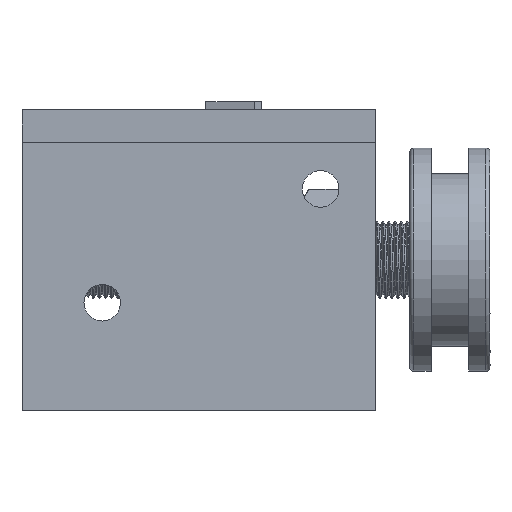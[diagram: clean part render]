
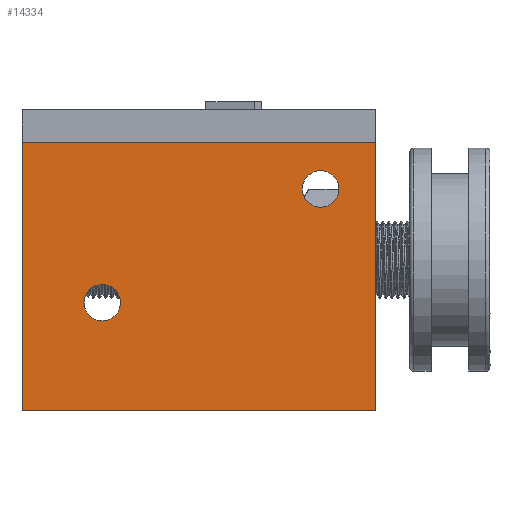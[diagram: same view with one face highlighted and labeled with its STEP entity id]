
A CAD part, front view. The second image highlights one B-rep face of the part: STEP entity #14334.
In plain terms, the highlighted face is planar.
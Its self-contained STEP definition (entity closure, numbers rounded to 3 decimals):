
#377 = DIRECTION ( 'NONE',  ( 0., -1., 0. ) ) ;
#535 = DIRECTION ( 'NONE',  ( 0., -1., 0. ) ) ;
#756 = ORIENTED_EDGE ( 'NONE', *, *, #4718, .T. ) ;
#1249 = EDGE_LOOP ( 'NONE', ( #14881, #18852, #7690, #18265 ) ) ;
#1474 = EDGE_CURVE ( 'NONE', #9638, #15258, #4057, .T. ) ;
#1669 = VERTEX_POINT ( 'NONE', #5137 ) ;
#1777 = DIRECTION ( 'NONE',  ( 0., -1., 0. ) ) ;
#2176 = LINE ( 'NONE', #9574, #11323 ) ;
#2192 = AXIS2_PLACEMENT_3D ( 'NONE', #14211, #11245, #535 ) ;
#2283 = DIRECTION ( 'NONE',  ( 0., 0., 1. ) ) ;
#3780 = DIRECTION ( 'NONE',  ( 0., -1., 0. ) ) ;
#3832 = ORIENTED_EDGE ( 'NONE', *, *, #19116, .T. ) ;
#4057 = LINE ( 'NONE', #14889, #14880 ) ;
#4083 = EDGE_CURVE ( 'NONE', #19341, #15364, #7450, .T. ) ;
#4259 = LINE ( 'NONE', #13415, #4270 ) ;
#4270 = VECTOR ( 'NONE', #7335, 1000. ) ;
#4314 = EDGE_CURVE ( 'NONE', #15258, #5884, #4259, .T. ) ;
#4718 = EDGE_CURVE ( 'NONE', #15364, #19341, #6200, .T. ) ;
#5137 = CARTESIAN_POINT ( 'NONE',  ( -19.25, 47.5, -8. ) ) ;
#5798 = EDGE_CURVE ( 'NONE', #9638, #16850, #2176, .T. ) ;
#5884 = VERTEX_POINT ( 'NONE', #11153 ) ;
#6200 = CIRCLE ( 'NONE', #17358, 4.5 ) ;
#6487 = CARTESIAN_POINT ( 'NONE',  ( -23.75, 47.5, -8. ) ) ;
#6697 = DIRECTION ( 'NONE',  ( 0., 0., 1. ) ) ;
#7095 = ORIENTED_EDGE ( 'NONE', *, *, #7975, .T. ) ;
#7200 = CARTESIAN_POINT ( 'NONE',  ( 25.5, 19.5, -8. ) ) ;
#7245 = LINE ( 'NONE', #11841, #14586 ) ;
#7335 = DIRECTION ( 'NONE',  ( 0., 1., 0. ) ) ;
#7389 = AXIS2_PLACEMENT_3D ( 'NONE', #6487, #15642, #1777 ) ;
#7450 = CIRCLE ( 'NONE', #14139, 4.5 ) ;
#7495 = EDGE_CURVE ( 'NONE', #16850, #5884, #7245, .T. ) ;
#7690 = ORIENTED_EDGE ( 'NONE', *, *, #5798, .F. ) ;
#7975 = EDGE_CURVE ( 'NONE', #12921, #1669, #10788, .T. ) ;
#8187 = FACE_BOUND ( 'NONE', #13407, .T. ) ;
#8697 = CIRCLE ( 'NONE', #7389, 4.5 ) ;
#9345 = CARTESIAN_POINT ( 'NONE',  ( 43.5, 74., -8. ) ) ;
#9574 = CARTESIAN_POINT ( 'NONE',  ( 43.5, 74., -8. ) ) ;
#9638 = VERTEX_POINT ( 'NONE', #11584 ) ;
#10161 = DIRECTION ( 'NONE',  ( -1., 0., 0. ) ) ;
#10788 = CIRCLE ( 'NONE', #2192, 4.5 ) ;
#10867 = CARTESIAN_POINT ( 'NONE',  ( 30., 19.5, -8. ) ) ;
#11153 = CARTESIAN_POINT ( 'NONE',  ( -43.5, 74., -8. ) ) ;
#11245 = DIRECTION ( 'NONE',  ( 0., 0., 1. ) ) ;
#11323 = VECTOR ( 'NONE', #17042, 1000. ) ;
#11481 = FACE_OUTER_BOUND ( 'NONE', #1249, .T. ) ;
#11584 = CARTESIAN_POINT ( 'NONE',  ( 43.5, 8., -8. ) ) ;
#11606 = CARTESIAN_POINT ( 'NONE',  ( -43.5, 8., -8. ) ) ;
#11674 = CARTESIAN_POINT ( 'NONE',  ( 34.5, 19.5, -8. ) ) ;
#11841 = CARTESIAN_POINT ( 'NONE',  ( 43.5, 74., -8. ) ) ;
#12023 = CARTESIAN_POINT ( 'NONE',  ( -28.25, 47.5, -8. ) ) ;
#12921 = VERTEX_POINT ( 'NONE', #12023 ) ;
#13086 = CARTESIAN_POINT ( 'NONE',  ( 30., 19.5, -8. ) ) ;
#13185 = DIRECTION ( 'NONE',  ( 0., 0., 1. ) ) ;
#13407 = EDGE_LOOP ( 'NONE', ( #3832, #7095 ) ) ;
#13415 = CARTESIAN_POINT ( 'NONE',  ( -43.5, 74., -8. ) ) ;
#14050 = FACE_BOUND ( 'NONE', #19268, .T. ) ;
#14139 = AXIS2_PLACEMENT_3D ( 'NONE', #10867, #2283, #3780 ) ;
#14211 = CARTESIAN_POINT ( 'NONE',  ( -23.75, 47.5, -8. ) ) ;
#14334 = ADVANCED_FACE ( 'NONE', ( #8187, #14050, #11481 ), #14348, .F. ) ;
#14348 = PLANE ( 'NONE',  #15623 ) ;
#14586 = VECTOR ( 'NONE', #14813, 1000. ) ;
#14813 = DIRECTION ( 'NONE',  ( -1., 0., 0. ) ) ;
#14880 = VECTOR ( 'NONE', #10161, 1000. ) ;
#14881 = ORIENTED_EDGE ( 'NONE', *, *, #4314, .T. ) ;
#14889 = CARTESIAN_POINT ( 'NONE',  ( 43.5, 8., -8. ) ) ;
#15258 = VERTEX_POINT ( 'NONE', #11606 ) ;
#15364 = VERTEX_POINT ( 'NONE', #7200 ) ;
#15548 = CARTESIAN_POINT ( 'NONE',  ( 43.5, 74., -8. ) ) ;
#15623 = AXIS2_PLACEMENT_3D ( 'NONE', #15548, #6697, #377 ) ;
#15642 = DIRECTION ( 'NONE',  ( 0., 0., 1. ) ) ;
#16850 = VERTEX_POINT ( 'NONE', #9345 ) ;
#17042 = DIRECTION ( 'NONE',  ( 0., 1., 0. ) ) ;
#17358 = AXIS2_PLACEMENT_3D ( 'NONE', #13086, #13185, #19193 ) ;
#18265 = ORIENTED_EDGE ( 'NONE', *, *, #1474, .T. ) ;
#18790 = ORIENTED_EDGE ( 'NONE', *, *, #4083, .T. ) ;
#18852 = ORIENTED_EDGE ( 'NONE', *, *, #7495, .F. ) ;
#19116 = EDGE_CURVE ( 'NONE', #1669, #12921, #8697, .T. ) ;
#19193 = DIRECTION ( 'NONE',  ( 0., -1., 0. ) ) ;
#19268 = EDGE_LOOP ( 'NONE', ( #18790, #756 ) ) ;
#19341 = VERTEX_POINT ( 'NONE', #11674 ) ;
